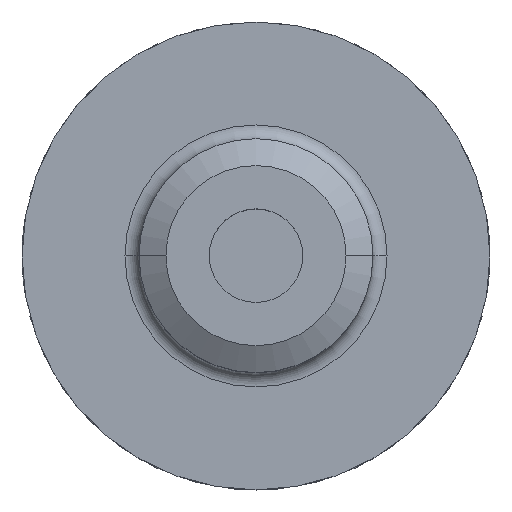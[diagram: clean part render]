
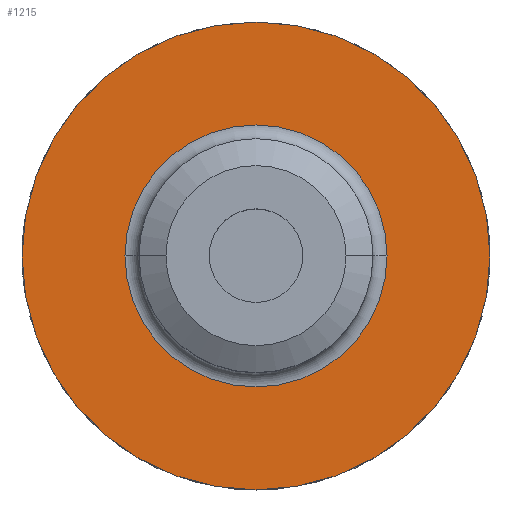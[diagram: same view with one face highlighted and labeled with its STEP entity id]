
A CAD part, top view. The second image highlights one B-rep face of the part: STEP entity #1215.
In plain terms, the highlighted planar face has unit normal (0, 0, 1).
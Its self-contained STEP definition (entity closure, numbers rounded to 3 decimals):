
#3 = CIRCLE ( 'NONE', #1774, 50. ) ;
#68 = ORIENTED_EDGE ( 'NONE', *, *, #909, .T. ) ;
#98 = CIRCLE ( 'NONE', #388, 28. ) ;
#165 = EDGE_LOOP ( 'NONE', ( #1209, #1074 ) ) ;
#196 = DIRECTION ( 'NONE',  ( -1., 0., 0. ) ) ;
#199 = CARTESIAN_POINT ( 'NONE',  ( 0., 0., 38. ) ) ;
#250 = VERTEX_POINT ( 'NONE', #1366 ) ;
#312 = AXIS2_PLACEMENT_3D ( 'NONE', #199, #1688, #360 ) ;
#344 = VERTEX_POINT ( 'NONE', #920 ) ;
#357 = AXIS2_PLACEMENT_3D ( 'NONE', #1372, #1830, #1535 ) ;
#360 = DIRECTION ( 'NONE',  ( -1., 0., 0. ) ) ;
#388 = AXIS2_PLACEMENT_3D ( 'NONE', #1160, #453, #1300 ) ;
#404 = AXIS2_PLACEMENT_3D ( 'NONE', #1845, #936, #196 ) ;
#421 = CIRCLE ( 'NONE', #404, 50. ) ;
#453 = DIRECTION ( 'NONE',  ( 0., 0., -1. ) ) ;
#457 = VERTEX_POINT ( 'NONE', #1373 ) ;
#653 = PLANE ( 'NONE',  #312 ) ;
#830 = CARTESIAN_POINT ( 'NONE',  ( 0., 0., 38. ) ) ;
#834 = ORIENTED_EDGE ( 'NONE', *, *, #1642, .T. ) ;
#909 = EDGE_CURVE ( 'NONE', #250, #457, #1231, .T. ) ;
#920 = CARTESIAN_POINT ( 'NONE',  ( -50., 0., 38. ) ) ;
#936 = DIRECTION ( 'NONE',  ( 0., 0., -1. ) ) ;
#1074 = ORIENTED_EDGE ( 'NONE', *, *, #1240, .F. ) ;
#1085 = FACE_BOUND ( 'NONE', #1668, .T. ) ;
#1150 = FACE_OUTER_BOUND ( 'NONE', #165, .T. ) ;
#1160 = CARTESIAN_POINT ( 'NONE',  ( 0., 0., 38. ) ) ;
#1209 = ORIENTED_EDGE ( 'NONE', *, *, #1875, .F. ) ;
#1215 = ADVANCED_FACE ( 'NONE', ( #1085, #1150 ), #653, .F. ) ;
#1231 = CIRCLE ( 'NONE', #357, 28. ) ;
#1240 = EDGE_CURVE ( 'NONE', #1555, #344, #421, .T. ) ;
#1300 = DIRECTION ( 'NONE',  ( -1., 0., 0. ) ) ;
#1366 = CARTESIAN_POINT ( 'NONE',  ( -28., 0., 38. ) ) ;
#1372 = CARTESIAN_POINT ( 'NONE',  ( 0., 0., 38. ) ) ;
#1373 = CARTESIAN_POINT ( 'NONE',  ( 28., 0., 38. ) ) ;
#1535 = DIRECTION ( 'NONE',  ( -1., 0., 0. ) ) ;
#1555 = VERTEX_POINT ( 'NONE', #1734 ) ;
#1582 = DIRECTION ( 'NONE',  ( 0., 0., -1. ) ) ;
#1642 = EDGE_CURVE ( 'NONE', #457, #250, #98, .T. ) ;
#1668 = EDGE_LOOP ( 'NONE', ( #68, #834 ) ) ;
#1688 = DIRECTION ( 'NONE',  ( 0., 0., -1. ) ) ;
#1734 = CARTESIAN_POINT ( 'NONE',  ( 50., 0., 38. ) ) ;
#1774 = AXIS2_PLACEMENT_3D ( 'NONE', #830, #1582, #1907 ) ;
#1830 = DIRECTION ( 'NONE',  ( 0., 0., -1. ) ) ;
#1845 = CARTESIAN_POINT ( 'NONE',  ( 0., 0., 38. ) ) ;
#1875 = EDGE_CURVE ( 'NONE', #344, #1555, #3, .T. ) ;
#1907 = DIRECTION ( 'NONE',  ( -1., 0., 0. ) ) ;
